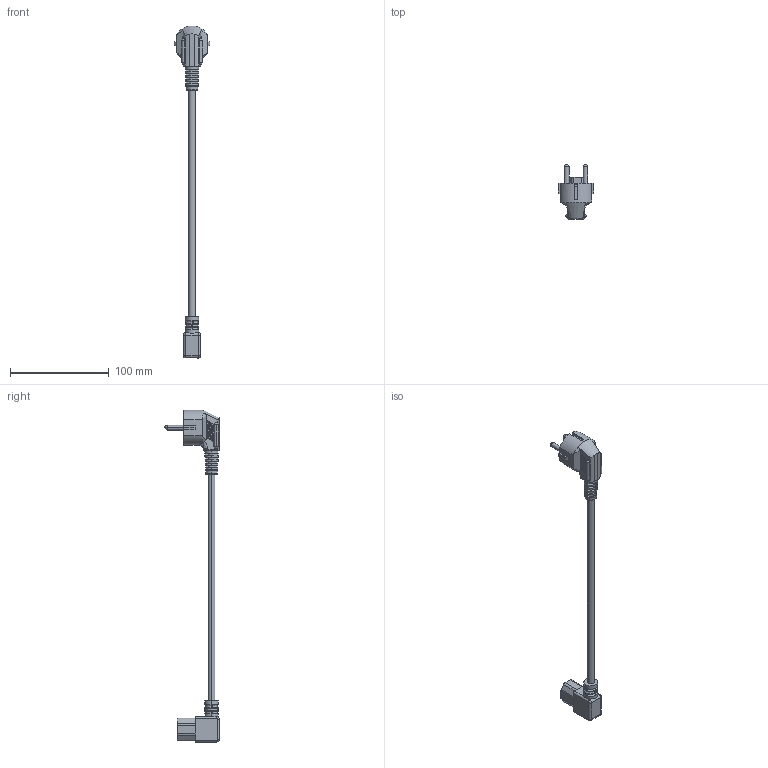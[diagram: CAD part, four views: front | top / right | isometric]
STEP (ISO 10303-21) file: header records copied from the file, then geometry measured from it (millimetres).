
FILE_DESCRIPTION (( 'STEP AP203' ), '1' );
FILE_NAME ('IPCFDC13R-10A-2M_3D.STEP', '2022-04-20T23:09:26', ( '' ), ( '' ), 'SwSTEP 2.0', 'SolidWorks 2021', '' );
FILE_SCHEMA (( 'CONFIG_CONTROL_DESIGN' ));
Length unit declared in the file: inch
Products named in the file (4): SF-83 IEC60320-1 C13 RT-ANG FEM PWR PLUG; IPCFDC13R-10A-2M_3D; H05VV-F 3G Cord (for 44-423-02M); SF-04 TYPE F (EUR) RT-ANG 16A 250V AC PWR PLUG_Varsayilan
Assembly tree (3 placements, depth 2):
  IPCFDC13R-10A-2M_3D
    SF-04 TYPE F (EUR) RT-ANG 16A 250V AC PWR PLUG_Varsayilan
    H05VV-F 3G Cord (for 44-423-02M)
    SF-83 IEC60320-1 C13 RT-ANG FEM PWR PLUG
Bounding box: 35.99 x 55.21 x 336.63 mm (x, y, z)
Volume: 57492.3 mm3; surface area: 21268.7 mm2
Topology: 3 solids, 3 shells, 507 faces, 1378 edges, 855 vertices
Faces by surface type: plane 240, cylinder 164, sphere 56, torus 16, bspline 16, cone 15
Entity records: 16710 total; most frequent: CARTESIAN_POINT 3598, DIRECTION 2739, ORIENTED_EDGE 2628, EDGE_CURVE 1314, AXIS2_PLACEMENT_3D 986, VERTEX_POINT 823, VECTOR 767, LINE 767
